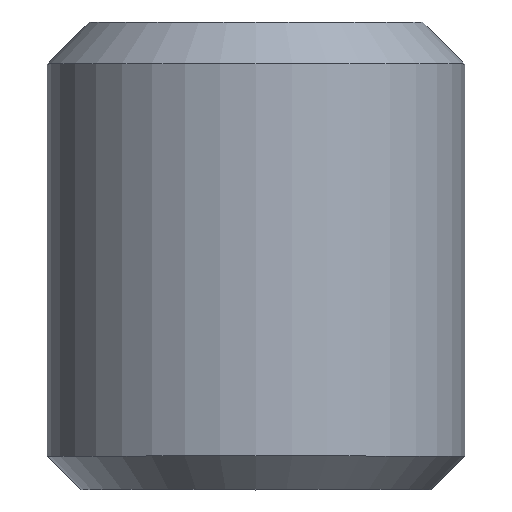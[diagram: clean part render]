
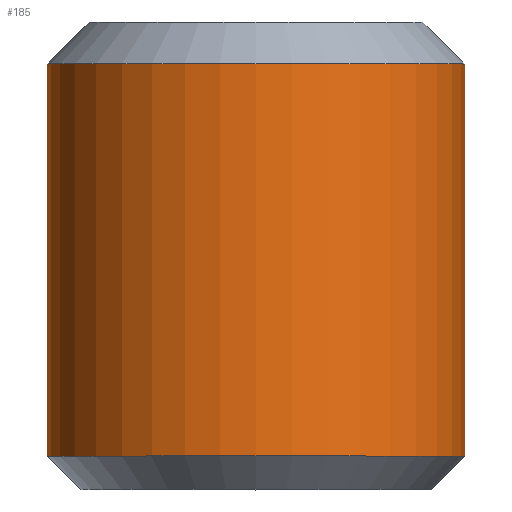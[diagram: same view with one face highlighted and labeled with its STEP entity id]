
A CAD part, top view. The second image highlights one B-rep face of the part: STEP entity #185.
In plain terms, the highlighted cylindrical face has radius 2.5 mm (diameter 5 mm), a full revolution.
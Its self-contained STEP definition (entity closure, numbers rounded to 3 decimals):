
#38 = DIRECTION ( 'NONE',  ( 0., -1., 0. ) ) ;
#77 = CARTESIAN_POINT ( 'NONE',  ( 0., 5.1, 0. ) ) ;
#100 = ORIENTED_EDGE ( 'NONE', *, *, #113, .T. ) ;
#113 = EDGE_CURVE ( 'NONE', #433, #433, #473, .T. ) ;
#123 = FACE_OUTER_BOUND ( 'NONE', #281, .T. ) ;
#185 = ADVANCED_FACE ( 'NONE', ( #123, #212 ), #564, .T. ) ;
#212 = FACE_OUTER_BOUND ( 'NONE', #482, .T. ) ;
#271 = CARTESIAN_POINT ( 'NONE',  ( 0., 0.4, 0. ) ) ;
#274 = CIRCLE ( 'NONE', #460, 2.5 ) ;
#281 = EDGE_LOOP ( 'NONE', ( #538 ) ) ;
#295 = CARTESIAN_POINT ( 'NONE',  ( 0., 5.1, 2.5 ) ) ;
#304 = DIRECTION ( 'NONE',  ( 0., -1., 0. ) ) ;
#323 = AXIS2_PLACEMENT_3D ( 'NONE', #344, #38, #435 ) ;
#344 = CARTESIAN_POINT ( 'NONE',  ( 0., 5.6, 0. ) ) ;
#351 = DIRECTION ( 'NONE',  ( 0., 0., 1. ) ) ;
#375 = AXIS2_PLACEMENT_3D ( 'NONE', #77, #304, #351 ) ;
#378 = EDGE_CURVE ( 'NONE', #565, #565, #274, .T. ) ;
#433 = VERTEX_POINT ( 'NONE', #295 ) ;
#435 = DIRECTION ( 'NONE',  ( 0., 0., -1. ) ) ;
#449 = DIRECTION ( 'NONE',  ( 0., 1., 0. ) ) ;
#460 = AXIS2_PLACEMENT_3D ( 'NONE', #271, #449, #546 ) ;
#473 = CIRCLE ( 'NONE', #375, 2.5 ) ;
#474 = CARTESIAN_POINT ( 'NONE',  ( 0., 0.4, 2.5 ) ) ;
#482 = EDGE_LOOP ( 'NONE', ( #100 ) ) ;
#538 = ORIENTED_EDGE ( 'NONE', *, *, #378, .T. ) ;
#546 = DIRECTION ( 'NONE',  ( 0., 0., 1. ) ) ;
#564 = CYLINDRICAL_SURFACE ( 'NONE', #323, 2.5 ) ;
#565 = VERTEX_POINT ( 'NONE', #474 ) ;
